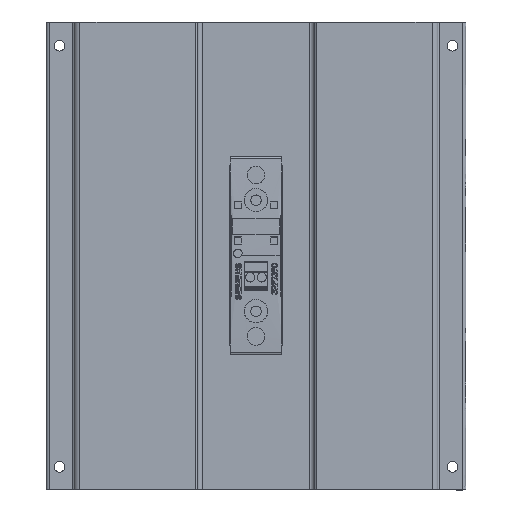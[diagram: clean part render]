
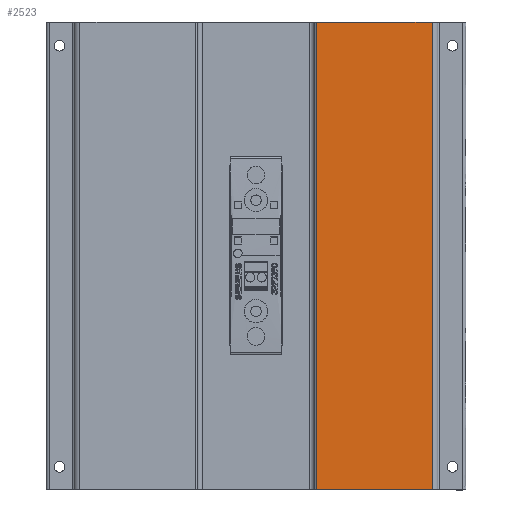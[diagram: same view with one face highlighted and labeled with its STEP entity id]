
A CAD part, top view. The second image highlights one B-rep face of the part: STEP entity #2523.
In plain terms, the highlighted planar face has unit normal (0, 0, 1).
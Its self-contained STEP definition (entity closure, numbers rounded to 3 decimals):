
#1175 = EDGE_CURVE ( 'NONE', #1202, #1201, #9325, .T. ) ;
#1201 = VERTEX_POINT ( 'NONE', #9382 ) ;
#1202 = VERTEX_POINT ( 'NONE', #9381 ) ;
#2464 = VERTEX_POINT ( 'NONE', #15423 ) ;
#2465 = ORIENTED_EDGE ( 'NONE', *, *, #2582, .F. ) ;
#2467 = EDGE_LOOP ( 'NONE', ( #2519, #2512, #2513, #2465 ) ) ;
#2473 = EDGE_CURVE ( 'NONE', #1202, #2540, #15411, .T. ) ;
#2512 = ORIENTED_EDGE ( 'NONE', *, *, #1175, .T. ) ;
#2513 = ORIENTED_EDGE ( 'NONE', *, *, #2543, .T. ) ;
#2519 = ORIENTED_EDGE ( 'NONE', *, *, #2473, .F. ) ;
#2523 = ADVANCED_FACE ( 'NONE', ( #15523 ), #15522, .T. ) ;
#2540 = VERTEX_POINT ( 'NONE', #15553 ) ;
#2543 = EDGE_CURVE ( 'NONE', #1201, #2464, #15552, .T. ) ;
#2582 = EDGE_CURVE ( 'NONE', #2540, #2464, #15617, .T. ) ;
#9322 = DIRECTION ( 'NONE',  ( -1., 0., 0. ) ) ;
#9323 = VECTOR ( 'NONE', #9322, 1000. ) ;
#9324 = CARTESIAN_POINT ( 'NONE',  ( 59.669, 53.583, -4.34 ) ) ;
#9325 = LINE ( 'NONE', #9324, #9323 ) ;
#9381 = CARTESIAN_POINT ( 'NONE',  ( 59.669, 53.583, -4.34 ) ) ;
#9382 = CARTESIAN_POINT ( 'NONE',  ( 10.419, 53.583, -4.34 ) ) ;
#15408 = DIRECTION ( 'NONE',  ( 0., -1., 0. ) ) ;
#15409 = VECTOR ( 'NONE', #15408, 1000. ) ;
#15410 = CARTESIAN_POINT ( 'NONE',  ( 59.669, 287.679, -4.34 ) ) ;
#15411 = LINE ( 'NONE', #15410, #15409 ) ;
#15423 = CARTESIAN_POINT ( 'NONE',  ( 10.419, -146.217, -4.34 ) ) ;
#15518 = DIRECTION ( 'NONE',  ( 1., 0., 0. ) ) ;
#15519 = DIRECTION ( 'NONE',  ( 0., 0., 1. ) ) ;
#15520 = CARTESIAN_POINT ( 'NONE',  ( 59.669, 287.679, -4.34 ) ) ;
#15521 = AXIS2_PLACEMENT_3D ( 'NONE', #15520, #15519, #15518 ) ;
#15522 = PLANE ( 'NONE',  #15521 ) ;
#15523 = FACE_OUTER_BOUND ( 'NONE', #2467, .T. ) ;
#15544 = DIRECTION ( 'NONE',  ( 0., -1., 0. ) ) ;
#15545 = VECTOR ( 'NONE', #15544, 1000. ) ;
#15546 = CARTESIAN_POINT ( 'NONE',  ( 10.419, 287.679, -4.34 ) ) ;
#15552 = LINE ( 'NONE', #15546, #15545 ) ;
#15553 = CARTESIAN_POINT ( 'NONE',  ( 59.669, -146.217, -4.34 ) ) ;
#15609 = DIRECTION ( 'NONE',  ( -1., 0., 0. ) ) ;
#15610 = VECTOR ( 'NONE', #15609, 1000. ) ;
#15611 = CARTESIAN_POINT ( 'NONE',  ( 59.669, -146.217, -4.34 ) ) ;
#15617 = LINE ( 'NONE', #15611, #15610 ) ;
